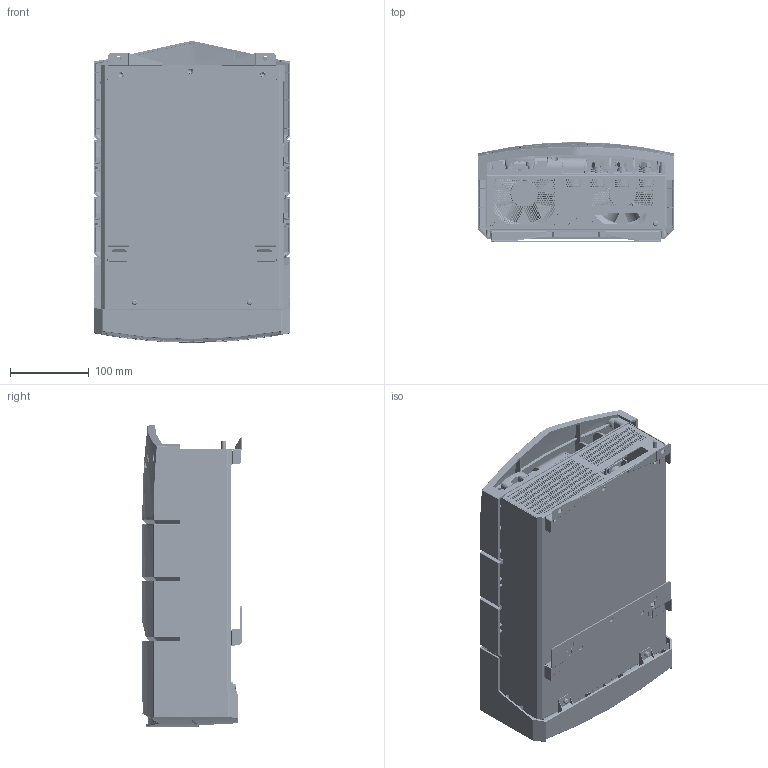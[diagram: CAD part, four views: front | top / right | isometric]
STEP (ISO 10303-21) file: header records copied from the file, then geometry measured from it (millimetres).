
FILE_DESCRIPTION (( 'STEP AP214' ), '1' );
FILE_NAME ('ChargeMaster 24-110.stp', '2020-04-01T09:41:24', ( '' ), ( '' ), 'SwSTEP 2.0', 'SolidWorks 2018', '' );
FILE_SCHEMA (( 'AUTOMOTIVE_DESIGN' ));
Length unit declared in the file: millimetre
Products named in the file (1): ChargeMaster 24-110
Bounding box: 250 x 126.27 x 382.77 mm (x, y, z)
Volume: 1019951.4 mm3; surface area: 1405947 mm2
Topology: 95 solids, 95 shells, 10027 faces, 27145 edges, 17593 vertices
Faces by surface type: plane 4389, cylinder 4335, bspline 606, cone 398, torus 199, sphere 100
Entity records: 383276 total; most frequent: CARTESIAN_POINT 120677, ORIENTED_EDGE 54188, DIRECTION 51805, EDGE_CURVE 27094, AXIS2_PLACEMENT_3D 18723, VERTEX_POINT 17593, LINE 14359, VECTOR 14359
